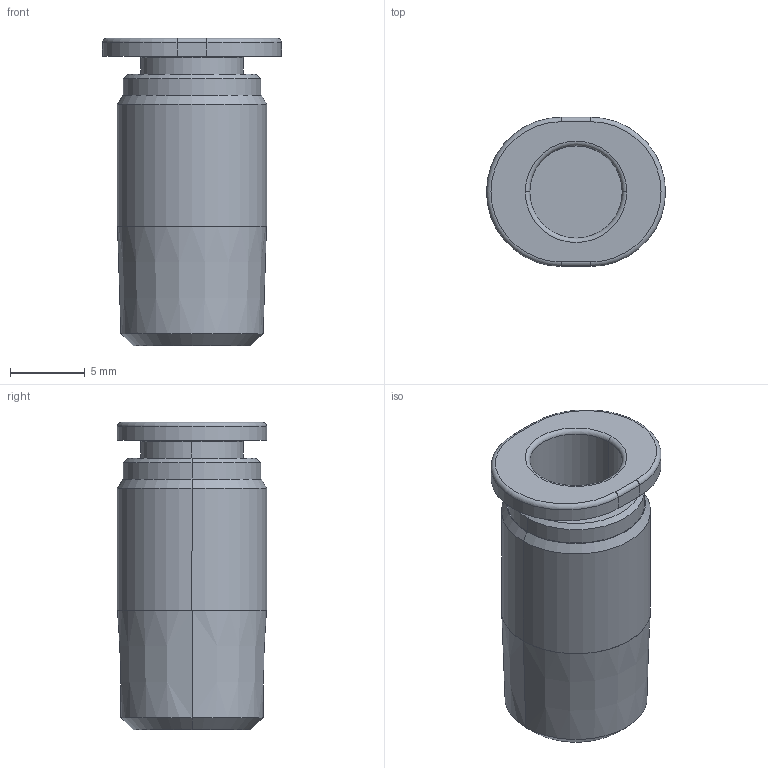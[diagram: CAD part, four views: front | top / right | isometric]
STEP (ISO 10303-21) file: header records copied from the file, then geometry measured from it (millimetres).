
FILE_DESCRIPTION((''),'2;1');
FILE_NAME('POC0601C-mdt.stp','2017-07-24T15:08:41',(''),(''),'Mechanical Desktop 2009','Mechanical Desktop 2009',', , ');
FILE_SCHEMA(('CONFIG_CONTROL_DESIGN'));
Length unit declared in the file: millimetre
Products named in the file (3): POC0601C-MDTA; POC0601C-MDT; COLLAR-C06C
Assembly tree (3 placements, depth 2):
  POC0601C-MDTA
    POC0601C-MDT
    COLLAR-C06C  x2
Bounding box: 12 x 10 x 20.6 mm (x, y, z)
Volume: 1120.2 mm3; surface area: 1128.9 mm2
Topology: 1 solids, 1 shells, 35 faces, 70 edges, 42 vertices
Faces by surface type: cylinder 12, plane 9, cone 8, torus 4, bspline 2
Entity records: 1127 total; most frequent: CARTESIAN_POINT 239, DIRECTION 188, ORIENTED_EDGE 140, AXIS2_PLACEMENT_3D 81, EDGE_CURVE 70, CIRCLE 44, VERTEX_POINT 42, EDGE_LOOP 40
